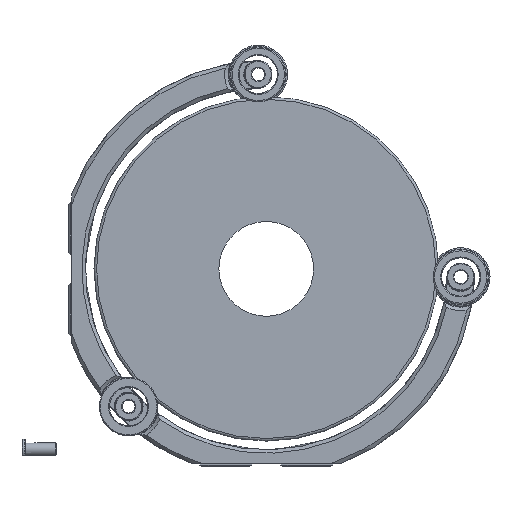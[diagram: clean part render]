
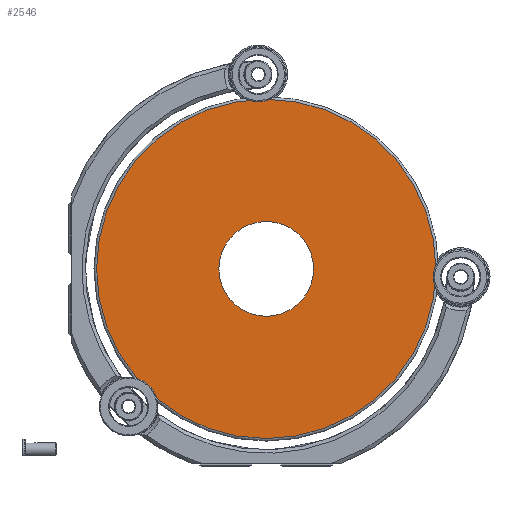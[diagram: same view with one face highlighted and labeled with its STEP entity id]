
A CAD part, left-side view. The second image highlights one B-rep face of the part: STEP entity #2546.
In plain terms, the highlighted planar face has unit normal (-1, 0, 0).
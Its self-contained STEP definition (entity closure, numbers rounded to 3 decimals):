
#113=FACE_BOUND('',#932,.T.);
#170=PLANE('',#2820);
#561=CIRCLE('',#2821,98.5);
#562=CIRCLE('',#2822,27.5);
#761=FACE_OUTER_BOUND('',#931,.T.);
#931=EDGE_LOOP('',(#2262));
#932=EDGE_LOOP('',(#2263));
#1248=VERTEX_POINT('',#6506);
#1249=VERTEX_POINT('',#6508);
#1593=EDGE_CURVE('',#1248,#1248,#561,.T.);
#1594=EDGE_CURVE('',#1249,#1249,#562,.T.);
#2262=ORIENTED_EDGE('',*,*,#1593,.F.);
#2263=ORIENTED_EDGE('',*,*,#1594,.T.);
#2546=ADVANCED_FACE('',(#761,#113),#170,.T.);
#2820=AXIS2_PLACEMENT_3D('',#6505,#3401,#3402);
#2821=AXIS2_PLACEMENT_3D('',#6507,#3403,#3404);
#2822=AXIS2_PLACEMENT_3D('',#6509,#3405,#3406);
#3401=DIRECTION('center_axis',(-1.,0.,0.));
#3402=DIRECTION('ref_axis',(0.,-1.,0.));
#3403=DIRECTION('center_axis',(1.,0.,0.));
#3404=DIRECTION('ref_axis',(0.,-1.,0.));
#3405=DIRECTION('center_axis',(1.,0.,0.));
#3406=DIRECTION('ref_axis',(0.,-1.,0.));
#6505=CARTESIAN_POINT('Origin',(-400.,267.097,112.903));
#6506=CARTESIAN_POINT('',(-400.,267.097,211.403));
#6507=CARTESIAN_POINT('Origin',(-400.,267.097,112.903));
#6508=CARTESIAN_POINT('',(-400.,294.597,112.903));
#6509=CARTESIAN_POINT('Origin',(-400.,267.097,112.903));
